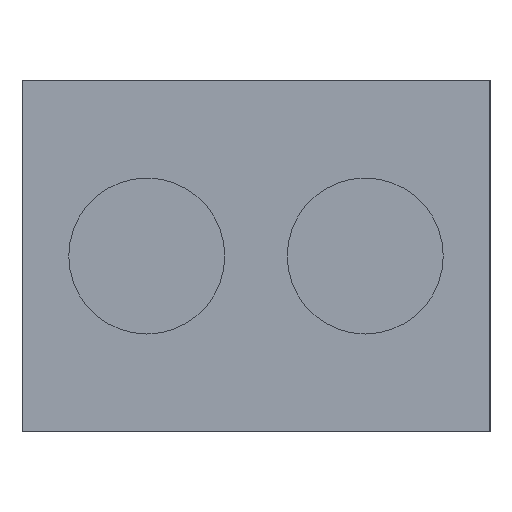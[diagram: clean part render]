
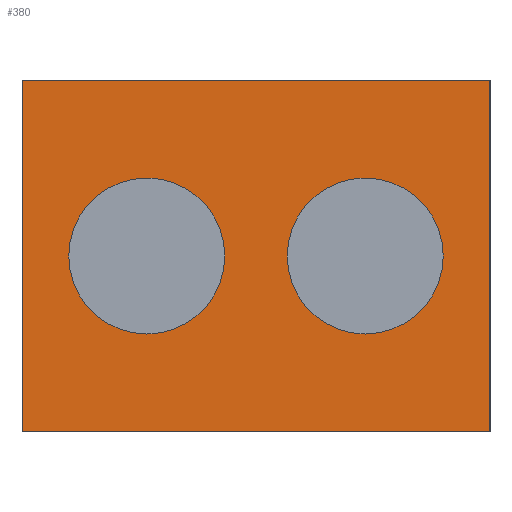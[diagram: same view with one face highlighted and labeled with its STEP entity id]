
A CAD part, left-side view. The second image highlights one B-rep face of the part: STEP entity #380.
In plain terms, the highlighted planar face has unit normal (-1, 0, 0).
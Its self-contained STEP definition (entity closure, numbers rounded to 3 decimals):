
#98 = VERTEX_POINT('',#99);
#99 = CARTESIAN_POINT('',(-23.,-12.,9.));
#105 = EDGE_CURVE('',#106,#98,#108,.T.);
#106 = VERTEX_POINT('',#107);
#107 = CARTESIAN_POINT('',(-23.,0.,9.));
#108 = LINE('',#109,#110);
#109 = CARTESIAN_POINT('',(-23.,0.,9.));
#110 = VECTOR('',#111,1.);
#111 = DIRECTION('',(0.,-1.,0.));
#129 = EDGE_CURVE('',#106,#130,#132,.T.);
#130 = VERTEX_POINT('',#131);
#131 = CARTESIAN_POINT('',(-23.,0.,-0.));
#132 = LINE('',#133,#134);
#133 = CARTESIAN_POINT('',(-23.,0.,9.));
#134 = VECTOR('',#135,1.);
#135 = DIRECTION('',(0.,0.,-1.));
#249 = EDGE_CURVE('',#98,#250,#252,.T.);
#250 = VERTEX_POINT('',#251);
#251 = CARTESIAN_POINT('',(-23.,-12.,0.));
#252 = LINE('',#253,#254);
#253 = CARTESIAN_POINT('',(-23.,-12.,9.));
#254 = VECTOR('',#255,1.);
#255 = DIRECTION('',(0.,0.,-1.));
#380 = ADVANCED_FACE('',(#381,#392,#403),#414,.F.);
#381 = FACE_BOUND('',#382,.F.);
#382 = EDGE_LOOP('',(#383,#384,#385,#391));
#383 = ORIENTED_EDGE('',*,*,#105,.T.);
#384 = ORIENTED_EDGE('',*,*,#249,.T.);
#385 = ORIENTED_EDGE('',*,*,#386,.F.);
#386 = EDGE_CURVE('',#130,#250,#387,.T.);
#387 = LINE('',#388,#389);
#388 = CARTESIAN_POINT('',(-23.,0.,0.));
#389 = VECTOR('',#390,1.);
#390 = DIRECTION('',(0.,-1.,0.));
#391 = ORIENTED_EDGE('',*,*,#129,.F.);
#392 = FACE_BOUND('',#393,.F.);
#393 = EDGE_LOOP('',(#394));
#394 = ORIENTED_EDGE('',*,*,#395,.T.);
#395 = EDGE_CURVE('',#396,#396,#398,.T.);
#396 = VERTEX_POINT('',#397);
#397 = CARTESIAN_POINT('',(-23.,-8.8,2.5));
#398 = CIRCLE('',#399,2.);
#399 = AXIS2_PLACEMENT_3D('',#400,#401,#402);
#400 = CARTESIAN_POINT('',(-23.,-8.8,4.5));
#401 = DIRECTION('',(-1.,0.,0.));
#402 = DIRECTION('',(0.,0.,-1.));
#403 = FACE_BOUND('',#404,.F.);
#404 = EDGE_LOOP('',(#405));
#405 = ORIENTED_EDGE('',*,*,#406,.T.);
#406 = EDGE_CURVE('',#407,#407,#409,.T.);
#407 = VERTEX_POINT('',#408);
#408 = CARTESIAN_POINT('',(-23.,-3.2,2.5));
#409 = CIRCLE('',#410,2.);
#410 = AXIS2_PLACEMENT_3D('',#411,#412,#413);
#411 = CARTESIAN_POINT('',(-23.,-3.2,4.5));
#412 = DIRECTION('',(-1.,0.,0.));
#413 = DIRECTION('',(0.,0.,-1.));
#414 = PLANE('',#415);
#415 = AXIS2_PLACEMENT_3D('',#416,#417,#418);
#416 = CARTESIAN_POINT('',(-23.,0.,9.));
#417 = DIRECTION('',(1.,0.,0.));
#418 = DIRECTION('',(0.,0.,-1.));
